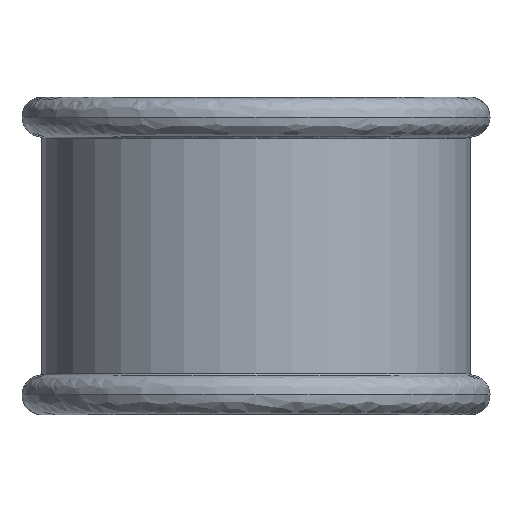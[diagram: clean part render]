
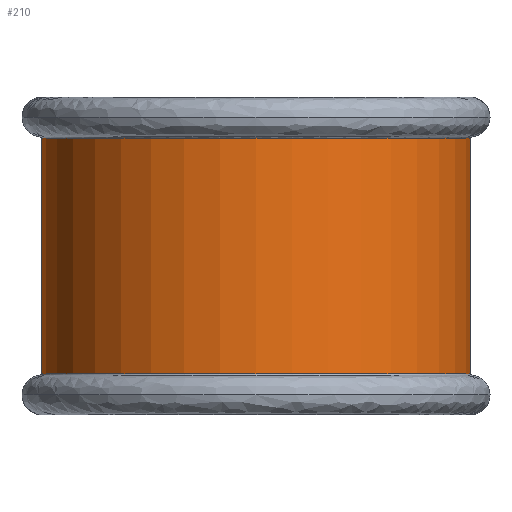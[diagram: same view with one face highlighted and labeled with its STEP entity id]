
A CAD part, front view. The second image highlights one B-rep face of the part: STEP entity #210.
In plain terms, the highlighted cylindrical face has radius 27 mm (diameter 54 mm), a partial arc.
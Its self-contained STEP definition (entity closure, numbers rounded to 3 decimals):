
#70 = VERTEX_POINT ( 'NONE', #2746 ) ;
#87 = DIRECTION ( 'NONE',  ( 0., 0., -1. ) ) ;
#144 = ORIENTED_EDGE ( 'NONE', *, *, #1374, .T. ) ;
#194 = DIRECTION ( 'NONE',  ( 0., 0., 1. ) ) ;
#210 = ADVANCED_FACE ( 'NONE', ( #2517 ), #2544, .T. ) ;
#264 = VECTOR ( 'NONE', #2697, 1000. ) ;
#284 = VERTEX_POINT ( 'NONE', #2611 ) ;
#402 = CARTESIAN_POINT ( 'NONE',  ( 26.981, -1., 0. ) ) ;
#561 = AXIS2_PLACEMENT_3D ( 'NONE', #2286, #2557, #706 ) ;
#706 = DIRECTION ( 'NONE',  ( -1., 0., 0. ) ) ;
#774 = CARTESIAN_POINT ( 'NONE',  ( 0., 0., 14.807 ) ) ;
#928 = DIRECTION ( 'NONE',  ( -1., 0., 0. ) ) ;
#943 = EDGE_CURVE ( 'NONE', #2836, #70, #1824, .T. ) ;
#1026 = DIRECTION ( 'NONE',  ( -1., 0., 0. ) ) ;
#1092 = CARTESIAN_POINT ( 'NONE',  ( -26.981, -1., 0. ) ) ;
#1096 = CARTESIAN_POINT ( 'NONE',  ( 26.981, -1., -14.807 ) ) ;
#1209 = VERTEX_POINT ( 'NONE', #1096 ) ;
#1311 = DIRECTION ( 'NONE',  ( 0., 0., 1. ) ) ;
#1374 = EDGE_CURVE ( 'NONE', #284, #1209, #1428, .T. ) ;
#1426 = EDGE_LOOP ( 'NONE', ( #2187, #1615, #1695, #144 ) ) ;
#1428 = CIRCLE ( 'NONE', #1976, 27. ) ;
#1615 = ORIENTED_EDGE ( 'NONE', *, *, #943, .T. ) ;
#1620 = CARTESIAN_POINT ( 'NONE',  ( 0., 0., -14.807 ) ) ;
#1663 = CARTESIAN_POINT ( 'NONE',  ( 26.981, -1., 14.807 ) ) ;
#1694 = EDGE_CURVE ( 'NONE', #70, #284, #1755, .T. ) ;
#1695 = ORIENTED_EDGE ( 'NONE', *, *, #1694, .T. ) ;
#1755 = LINE ( 'NONE', #1092, #264 ) ;
#1824 = CIRCLE ( 'NONE', #2604, 27. ) ;
#1976 = AXIS2_PLACEMENT_3D ( 'NONE', #1620, #194, #928 ) ;
#2187 = ORIENTED_EDGE ( 'NONE', *, *, #2619, .T. ) ;
#2286 = CARTESIAN_POINT ( 'NONE',  ( 0., 0., 0. ) ) ;
#2517 = FACE_OUTER_BOUND ( 'NONE', #1426, .T. ) ;
#2544 = CYLINDRICAL_SURFACE ( 'NONE', #561, 27. ) ;
#2557 = DIRECTION ( 'NONE',  ( 0., 0., -1. ) ) ;
#2604 = AXIS2_PLACEMENT_3D ( 'NONE', #774, #87, #1026 ) ;
#2611 = CARTESIAN_POINT ( 'NONE',  ( -26.981, -1., -14.807 ) ) ;
#2619 = EDGE_CURVE ( 'NONE', #1209, #2836, #3016, .T. ) ;
#2697 = DIRECTION ( 'NONE',  ( 0., 0., -1. ) ) ;
#2746 = CARTESIAN_POINT ( 'NONE',  ( -26.981, -1., 14.807 ) ) ;
#2806 = VECTOR ( 'NONE', #1311, 1000. ) ;
#2836 = VERTEX_POINT ( 'NONE', #1663 ) ;
#3016 = LINE ( 'NONE', #402, #2806 ) ;
